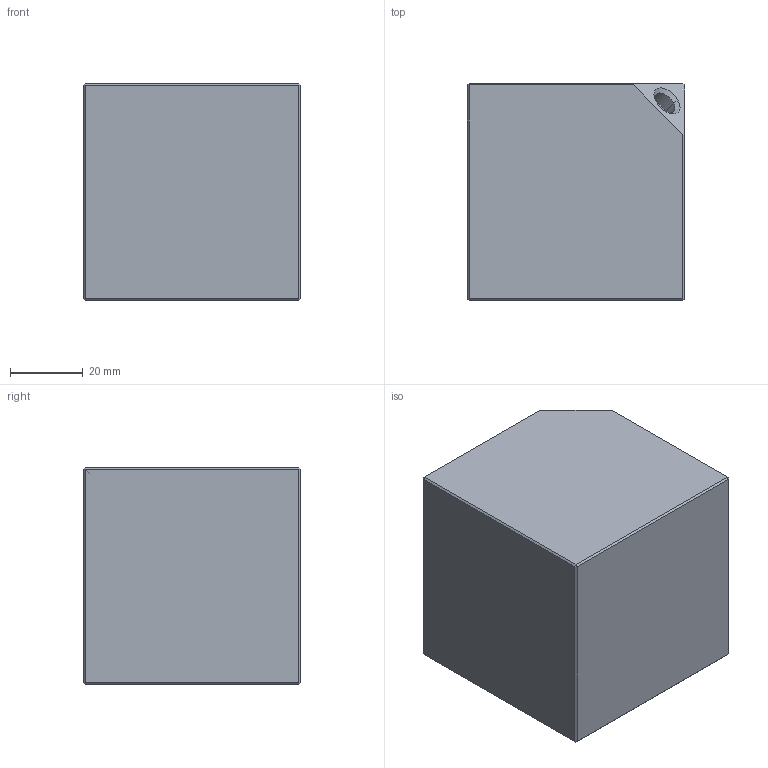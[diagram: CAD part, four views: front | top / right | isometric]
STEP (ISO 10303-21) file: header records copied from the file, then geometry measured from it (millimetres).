
FILE_DESCRIPTION (( 'STEP AP203' ), '1' );
FILE_NAME ('166-60-VA-M8.step', '2019-08-23T09:32:17', ( '' ), ( '' ), 'SwSTEP 2.0', 'SolidWorks 2015', '' );
FILE_SCHEMA (( 'CONFIG_CONTROL_DESIGN' ));
Length unit declared in the file: millimetre
Products named in the file (1): 166-60-VA-M8
Bounding box: 60 x 60 x 60 mm (x, y, z)
Volume: 40449.6 mm3; surface area: 39921.7 mm2
Topology: 1 solids, 1 shells, 280 faces, 715 edges, 469 vertices
Faces by surface type: plane 175, bspline 101, cone 2, cylinder 2
Entity records: 13780 total; most frequent: CARTESIAN_POINT 7614, ORIENTED_EDGE 1430, DIRECTION 879, EDGE_CURVE 715, VECTOR 507, LINE 507, VERTEX_POINT 469, EDGE_LOOP 312
